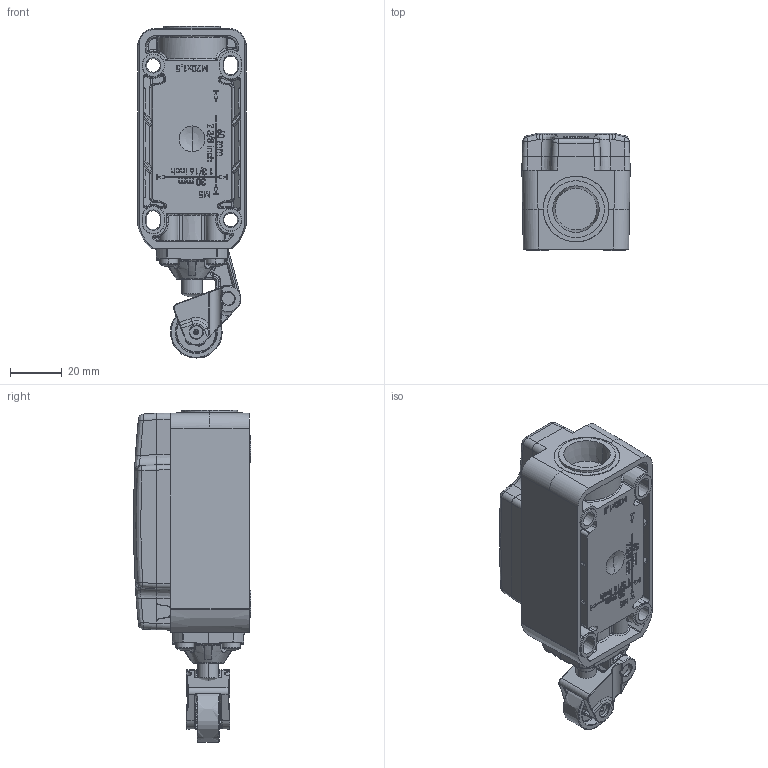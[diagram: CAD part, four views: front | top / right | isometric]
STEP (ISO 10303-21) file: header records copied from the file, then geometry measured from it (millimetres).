
FILE_DESCRIPTION((''),'2;1');
FILE_NAME('1349368_SW0001','2016-09-19T',('sharbsmeier'),('.steute Schaltgeräte GmbH, Löhne'),'PRO/ENGINEER BY PARAMETRIC TECHNOLOGY CORPORATION, 2015070','PRO/ENGINEER BY PARAMETRIC TECHNOLOGY CORPORATION, 2015070','');
FILE_SCHEMA(('CONFIG_CONTROL_DESIGN'));
Products named in the file (1): 1349368_SW0001
Bounding box: 42 x 45.47 x 128.83 mm (x, y, z)
Surface area: 39144.9 mm2 (no closed solid volume)
Topology: 0 solids, 14 shells, 2267 faces, 6252 edges, 3905 vertices
Faces by surface type: plane 675, bspline 493, cylinder 449, extrusion 352, torus 130, cone 102, sphere 66
Entity records: 95686 total; most frequent: CARTESIAN_POINT 44074, ORIENTED_EDGE 11714, DIRECTION 8587, EDGE_CURVE 6230, VERTEX_POINT 3905, VECTOR 2935, AXIS2_PLACEMENT_3D 2826, B_SPLINE_CURVE_WITH_KNOTS 2595
